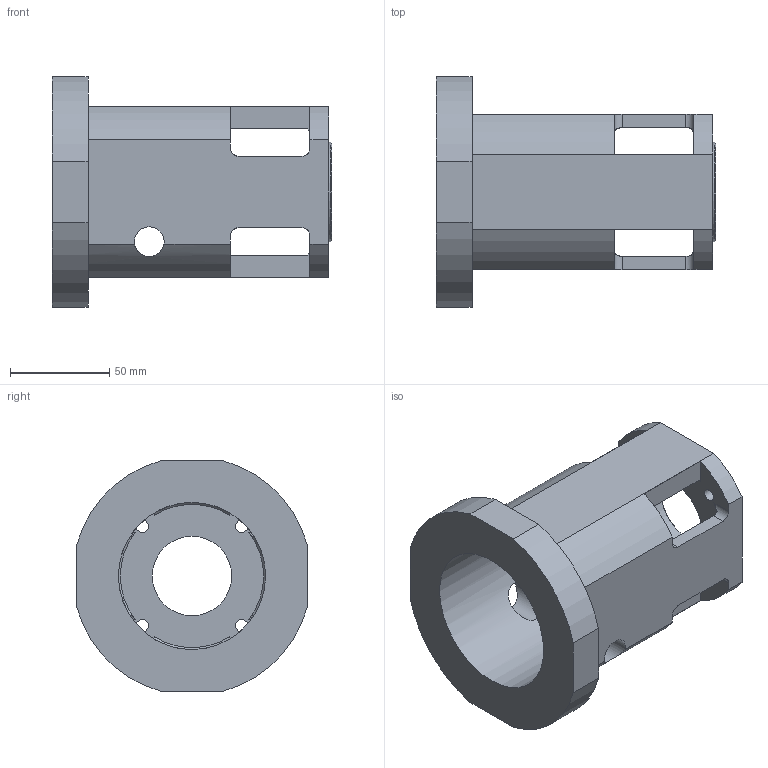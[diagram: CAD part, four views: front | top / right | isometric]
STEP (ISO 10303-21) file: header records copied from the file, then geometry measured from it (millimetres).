
FILE_DESCRIPTION(/* description */ (''),/* implementation_level */ '2;1');
FILE_NAME(/* name */ 'VK MTJ80 116 X 116 GESM2838.stp',/* time_stamp */ '2015-08-21T09:39:58+01:00',/* author */ ('Hypex'),/* organization */ ('Hypex'),/* preprocessor_version */ 'ST-DEVELOPER v15.2',/* originating_system */ 'Autodesk Inventor 2014',/* authorisation */ '');
FILE_SCHEMA (('AUTOMOTIVE_DESIGN { 1 0 10303 214 3 1 1 }'));
Length unit declared in the file: millimetre
Products named in the file (1): VK MTJ80 116 X 116 GESM2838
Bounding box: 140.5 x 116 x 116 mm (x, y, z)
Volume: 332816.9 mm3; surface area: 89701.4 mm2
Topology: 1 solids, 1 shells, 57 faces, 187 edges, 125 vertices
Faces by surface type: cylinder 26, plane 25, cone 6
Full cylindrical faces by diameter (mm): 6.2 x4, 15 x2, 40 x1, 50 x1, 74 x1
Entity records: 2157 total; most frequent: CARTESIAN_POINT 549, ORIENTED_EDGE 334, DIRECTION 322, EDGE_CURVE 167, AXIS2_PLACEMENT_3D 118, VERTEX_POINT 117, LINE 86, VECTOR 86
